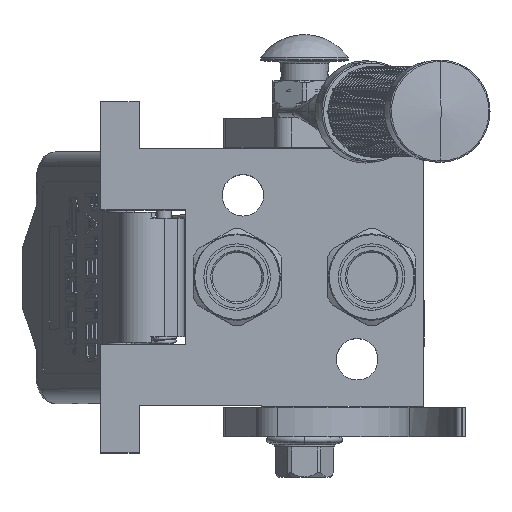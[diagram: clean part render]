
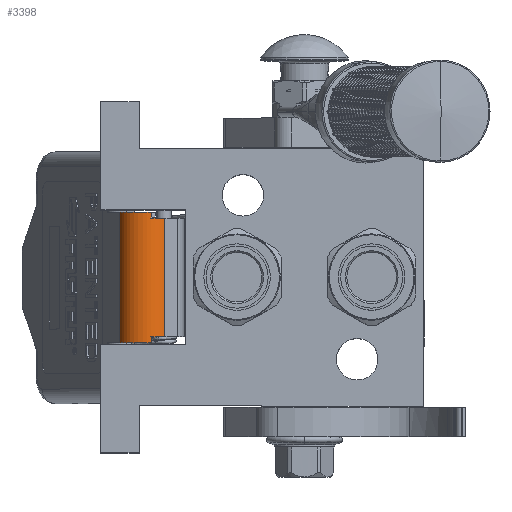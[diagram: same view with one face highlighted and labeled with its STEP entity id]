
A CAD part, top view. The second image highlights one B-rep face of the part: STEP entity #3398.
In plain terms, the highlighted cylindrical face has radius 9.5 mm (diameter 19 mm), a partial arc.
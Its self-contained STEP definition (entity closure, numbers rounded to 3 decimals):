
#2564 = EDGE_CURVE ( 'NONE', #126998, #23973, #120907, .T. ) ;
#2900 = DIRECTION ( 'NONE',  ( 1., 0., 0. ) ) ;
#3398 = ADVANCED_FACE ( 'NONE', ( #19896 ), #170019, .T. ) ;
#10241 = VERTEX_POINT ( 'NONE', #23513 ) ;
#10703 = ORIENTED_EDGE ( 'NONE', *, *, #47219, .F. ) ;
#11481 = VERTEX_POINT ( 'NONE', #128142 ) ;
#12913 = EDGE_LOOP ( 'NONE', ( #10703, #107486, #23897, #109525, #18889, #19346, #164919, #17275 ) ) ;
#14297 = DIRECTION ( 'NONE',  ( 0., -0.385, -0.923 ) ) ;
#16223 = VERTEX_POINT ( 'NONE', #84234 ) ;
#17275 = ORIENTED_EDGE ( 'NONE', *, *, #83057, .F. ) ;
#18889 = ORIENTED_EDGE ( 'NONE', *, *, #132369, .T. ) ;
#19346 = ORIENTED_EDGE ( 'NONE', *, *, #94124, .F. ) ;
#19413 = CIRCLE ( 'NONE', #96695, 9.5 ) ;
#19896 = FACE_OUTER_BOUND ( 'NONE', #12913, .T. ) ;
#20410 = CARTESIAN_POINT ( 'NONE',  ( -20.25, -1.5, -47.5 ) ) ;
#22747 = EDGE_CURVE ( 'NONE', #16223, #10241, #70121, .T. ) ;
#23359 = VECTOR ( 'NONE', #2900, 1000. ) ;
#23513 = CARTESIAN_POINT ( 'NONE',  ( -22.25, 8., -47.5 ) ) ;
#23897 = ORIENTED_EDGE ( 'NONE', *, *, #75274, .F. ) ;
#23973 = VERTEX_POINT ( 'NONE', #114649 ) ;
#24804 = VERTEX_POINT ( 'NONE', #115494 ) ;
#33210 = EDGE_CURVE ( 'NONE', #38642, #151661, #134883, .T. ) ;
#33588 = DIRECTION ( 'NONE',  ( 0., -0.385, -0.923 ) ) ;
#34367 = LINE ( 'NONE', #163101, #81637 ) ;
#37492 = CARTESIAN_POINT ( 'NONE',  ( -22.25, -1.5, -47.5 ) ) ;
#38642 = VERTEX_POINT ( 'NONE', #39406 ) ;
#39406 = CARTESIAN_POINT ( 'NONE',  ( 20.25, 0., -56.881 ) ) ;
#40568 = LINE ( 'NONE', #96452, #23359 ) ;
#46451 = CARTESIAN_POINT ( 'NONE',  ( 22.25, -1.5, -47.5 ) ) ;
#47219 = EDGE_CURVE ( 'NONE', #126998, #24804, #81307, .T. ) ;
#51928 = AXIS2_PLACEMENT_3D ( 'NONE', #37492, #147685, #105192 ) ;
#52893 = AXIS2_PLACEMENT_3D ( 'NONE', #46451, #142251, #74018 ) ;
#53431 = DIRECTION ( 'NONE',  ( 1., 0., 0. ) ) ;
#70121 = CIRCLE ( 'NONE', #116215, 9.5 ) ;
#74018 = DIRECTION ( 'NONE',  ( 0., 0.158, -0.987 ) ) ;
#75274 = EDGE_CURVE ( 'NONE', #16223, #23973, #40568, .T. ) ;
#79081 = CARTESIAN_POINT ( 'NONE',  ( 20.25, 0., -56.881 ) ) ;
#79457 = AXIS2_PLACEMENT_3D ( 'NONE', #20410, #129933, #33588 ) ;
#81307 = LINE ( 'NONE', #161234, #149690 ) ;
#81637 = VECTOR ( 'NONE', #53431, 1000. ) ;
#83057 = EDGE_CURVE ( 'NONE', #24804, #38642, #19413, .T. ) ;
#84234 = CARTESIAN_POINT ( 'NONE',  ( -22.25, 0., -56.881 ) ) ;
#94124 = EDGE_CURVE ( 'NONE', #151661, #11481, #156225, .T. ) ;
#96420 = DIRECTION ( 'NONE',  ( 1., 0., 0. ) ) ;
#96452 = CARTESIAN_POINT ( 'NONE',  ( -22.25, 0., -56.881 ) ) ;
#96695 = AXIS2_PLACEMENT_3D ( 'NONE', #164742, #96420, #14297 ) ;
#104827 = DIRECTION ( 'NONE',  ( 1., 0., 0. ) ) ;
#105192 = DIRECTION ( 'NONE',  ( 0., -1., 0. ) ) ;
#106612 = DIRECTION ( 'NONE',  ( 1., 0., 0. ) ) ;
#107486 = ORIENTED_EDGE ( 'NONE', *, *, #2564, .T. ) ;
#109525 = ORIENTED_EDGE ( 'NONE', *, *, #22747, .T. ) ;
#114649 = CARTESIAN_POINT ( 'NONE',  ( -20.25, 0., -56.881 ) ) ;
#115494 = CARTESIAN_POINT ( 'NONE',  ( 20.25, -5.154, -56.269 ) ) ;
#116215 = AXIS2_PLACEMENT_3D ( 'NONE', #119763, #104827, #118590 ) ;
#118590 = DIRECTION ( 'NONE',  ( 0., 0.158, -0.987 ) ) ;
#119239 = CARTESIAN_POINT ( 'NONE',  ( 22.25, 0., -56.881 ) ) ;
#119763 = CARTESIAN_POINT ( 'NONE',  ( -22.25, -1.5, -47.5 ) ) ;
#120907 = CIRCLE ( 'NONE', #79457, 9.5 ) ;
#126998 = VERTEX_POINT ( 'NONE', #130032 ) ;
#128142 = CARTESIAN_POINT ( 'NONE',  ( 22.25, 8., -47.5 ) ) ;
#128549 = VECTOR ( 'NONE', #106612, 1000. ) ;
#129933 = DIRECTION ( 'NONE',  ( 1., 0., 0. ) ) ;
#130032 = CARTESIAN_POINT ( 'NONE',  ( -20.25, -5.154, -56.269 ) ) ;
#132369 = EDGE_CURVE ( 'NONE', #10241, #11481, #34367, .T. ) ;
#134883 = LINE ( 'NONE', #79081, #128549 ) ;
#142251 = DIRECTION ( 'NONE',  ( 1., 0., 0. ) ) ;
#147685 = DIRECTION ( 'NONE',  ( -1., 0., 0. ) ) ;
#149690 = VECTOR ( 'NONE', #172664, 1000. ) ;
#151661 = VERTEX_POINT ( 'NONE', #119239 ) ;
#156225 = CIRCLE ( 'NONE', #52893, 9.5 ) ;
#161234 = CARTESIAN_POINT ( 'NONE',  ( -20.25, -5.154, -56.269 ) ) ;
#163101 = CARTESIAN_POINT ( 'NONE',  ( -22.25, 8., -47.5 ) ) ;
#164742 = CARTESIAN_POINT ( 'NONE',  ( 20.25, -1.5, -47.5 ) ) ;
#164919 = ORIENTED_EDGE ( 'NONE', *, *, #33210, .F. ) ;
#170019 = CYLINDRICAL_SURFACE ( 'NONE', #51928, 9.5 ) ;
#172664 = DIRECTION ( 'NONE',  ( 1., 0., 0. ) ) ;
